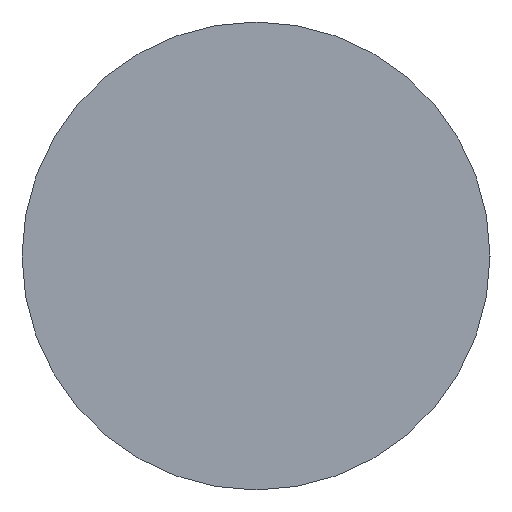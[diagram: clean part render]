
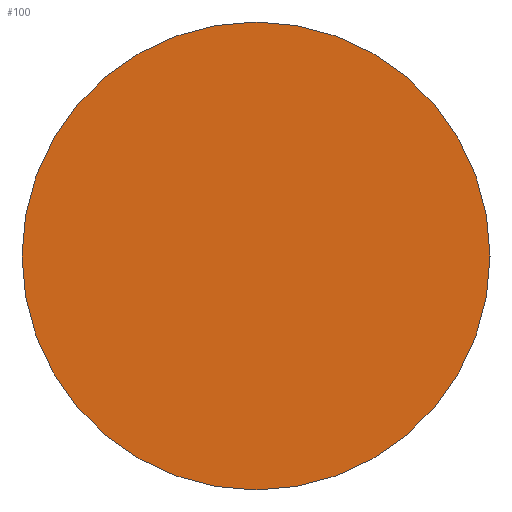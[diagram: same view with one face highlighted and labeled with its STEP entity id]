
A CAD part, left-side view. The second image highlights one B-rep face of the part: STEP entity #100.
In plain terms, the highlighted planar face has unit normal (-1, 0, 0).
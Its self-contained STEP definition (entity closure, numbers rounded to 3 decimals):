
#2 = EDGE_CURVE ( 'NONE', #124, #101, #45, .T. ) ;
#32 = AXIS2_PLACEMENT_3D ( 'NONE', #59, #117, #82 ) ;
#41 = AXIS2_PLACEMENT_3D ( 'NONE', #61, #155, #116 ) ;
#45 = CIRCLE ( 'NONE', #32, 20. ) ;
#56 = EDGE_LOOP ( 'NONE', ( #165, #149 ) ) ;
#59 = CARTESIAN_POINT ( 'NONE',  ( 114.975, 65.157, 0. ) ) ;
#61 = CARTESIAN_POINT ( 'NONE',  ( 114.975, 65.157, 0. ) ) ;
#68 = CARTESIAN_POINT ( 'NONE',  ( 114.975, 65.157, 0. ) ) ;
#72 = DIRECTION ( 'NONE',  ( 1., 0., 0. ) ) ;
#82 = DIRECTION ( 'NONE',  ( 0., -1., 0. ) ) ;
#93 = PLANE ( 'NONE',  #147 ) ;
#95 = CARTESIAN_POINT ( 'NONE',  ( 114.975, 85.157, 0. ) ) ;
#100 = ADVANCED_FACE ( 'NONE', ( #128 ), #93, .F. ) ;
#101 = VERTEX_POINT ( 'NONE', #95 ) ;
#104 = CIRCLE ( 'NONE', #41, 20. ) ;
#113 = EDGE_CURVE ( 'NONE', #101, #124, #104, .T. ) ;
#116 = DIRECTION ( 'NONE',  ( 0., -1., 0. ) ) ;
#117 = DIRECTION ( 'NONE',  ( -1., 0., 0. ) ) ;
#119 = CARTESIAN_POINT ( 'NONE',  ( 114.975, 45.157, 0. ) ) ;
#124 = VERTEX_POINT ( 'NONE', #119 ) ;
#128 = FACE_OUTER_BOUND ( 'NONE', #56, .T. ) ;
#147 = AXIS2_PLACEMENT_3D ( 'NONE', #68, #72, #160 ) ;
#149 = ORIENTED_EDGE ( 'NONE', *, *, #113, .T. ) ;
#155 = DIRECTION ( 'NONE',  ( -1., 0., 0. ) ) ;
#160 = DIRECTION ( 'NONE',  ( 0., 1., 0. ) ) ;
#165 = ORIENTED_EDGE ( 'NONE', *, *, #2, .T. ) ;
